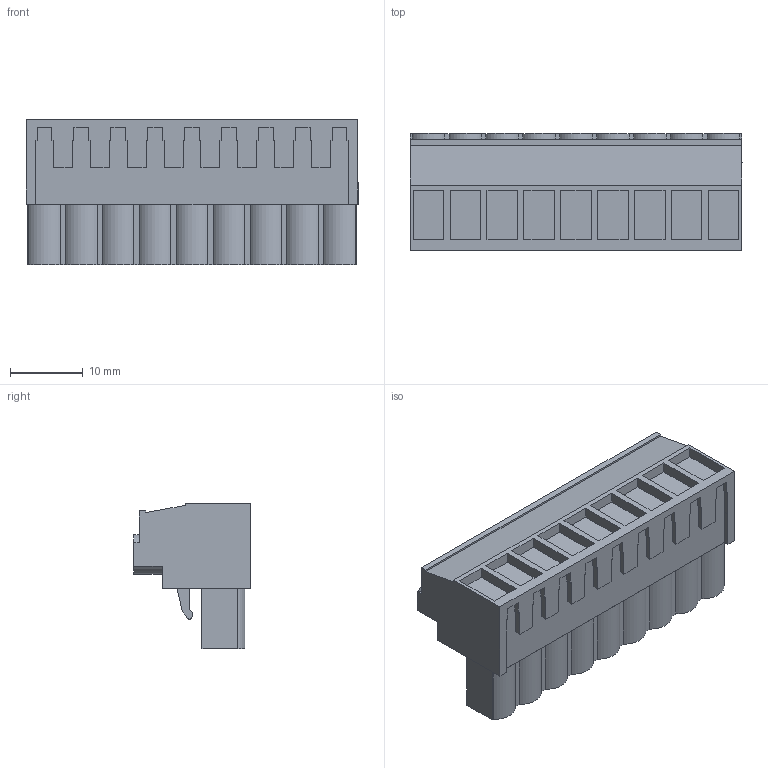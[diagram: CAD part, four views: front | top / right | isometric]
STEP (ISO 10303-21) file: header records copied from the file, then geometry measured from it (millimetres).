
FILE_DESCRIPTION(('CATIA V5 STEP','CAx-IF Rec.Pracs.--- Model Styling and Organization---1.2---2011-12-15'),'2;1');
FILE_NAME ('D1459896_0_1943880000_1943880000.stp','2017-05-22T12:42:12+00:00',('none'),('Weidmueller'),'CATIA Version 5-6 Release 2014','CATIA V5 STEP AP214','none');
FILE_SCHEMA(('AUTOMOTIVE_DESIGN { 1 0 10303 214 1 1 1 1 }'));
Length unit declared in the file: millimetre
Products named in the file (1): 1943880000
Bounding box: 45.72 x 16.1 x 20.05 mm (x, y, z)
Volume: 8517.6 mm3; surface area: 5546.2 mm2
Topology: 10 solids, 10 shells, 616 faces, 1735 edges, 1176 vertices
Faces by surface type: plane 531, cylinder 85
Entity records: 18678 total; most frequent: ORIENTED_EDGE 3470, CARTESIAN_POINT 3430, DIRECTION 2574, EDGE_CURVE 1735, VECTOR 1529, LINE 1529, VERTEX_POINT 1176, EDGE_LOOP 653
